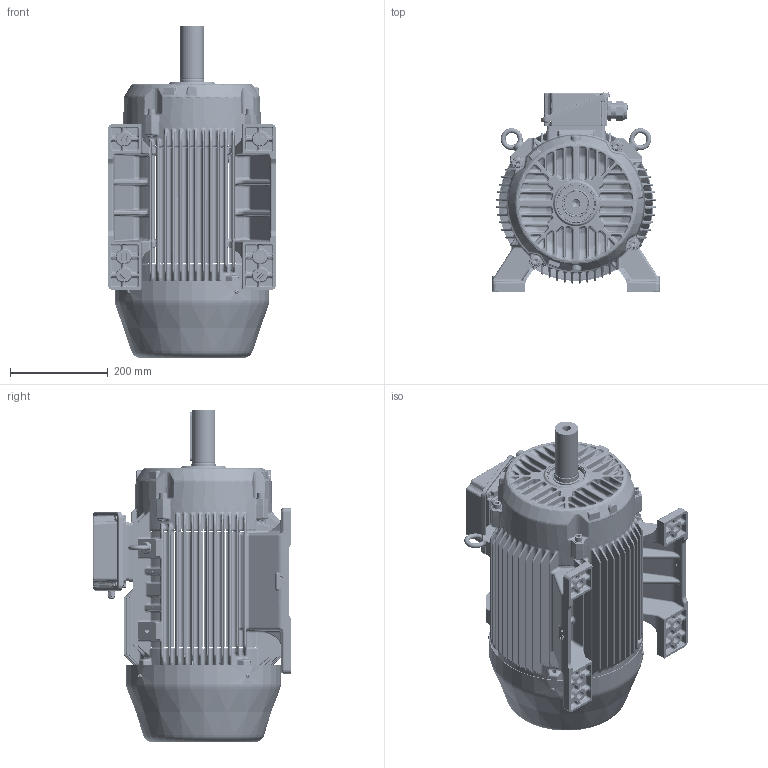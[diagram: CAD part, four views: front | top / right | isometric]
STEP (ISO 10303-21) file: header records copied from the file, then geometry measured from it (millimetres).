
FILE_DESCRIPTION(/* description */ (''),/* implementation_level */ '2;1');
FILE_NAME(/* name */ '6521496xx.stp',/* time_stamp */ '2020-12-09T17:11:21+03:00',/* author */ (''),/* organization */ (''),/* preprocessor_version */ 'ST-DEVELOPER v16',/* originating_system */ 'SIEMENS PLM Software NX 11.0',/* authorisation */ '');
FILE_SCHEMA (('AUTOMOTIVE_DESIGN { 1 0 10303 214 3 1 1 1 }'));
Length unit declared in the file: millimetre
Products named in the file (1): C90176C46D272aui
Bounding box: 346 x 407.41 x 680 mm (x, y, z)
Surface area: 1749837.3 mm2 (no closed solid volume)
Topology: 0 solids, 91 shells, 6817 faces, 19089 edges, 11736 vertices
Faces by surface type: bspline 2787, cylinder 1823, plane 1251, torus 483, cone 325, sphere 148
Full cylindrical faces by diameter (mm): 2.5 x2, 5 x6, 6.3 x1, 8 x4, 8.5 x8, 8.65 x2, 10 x5, 10.3 x2, 13.2 x1, 14 x1, 15 x1, 16 x8, 17 x1, 19 x1, 20 x4, 21 x1, 25 x2, 31.25 x1, 33.7 x1, 34.3 x1, 34.5 x1, 36 x1, 37 x1, 47.336 x1, 48 x1, 50 x2, 75.8 x2, 79 x2, 314 x1, 317 x1
Entity records: 271661 total; most frequent: CARTESIAN_POINT 119389, ORIENTED_EDGE 32567, DIRECTION 27868, EDGE_CURVE 18575, VERTEX_POINT 11690, AXIS2_PLACEMENT_3D 11348, EDGE_LOOP 7395, ADVANCED_FACE 6817
